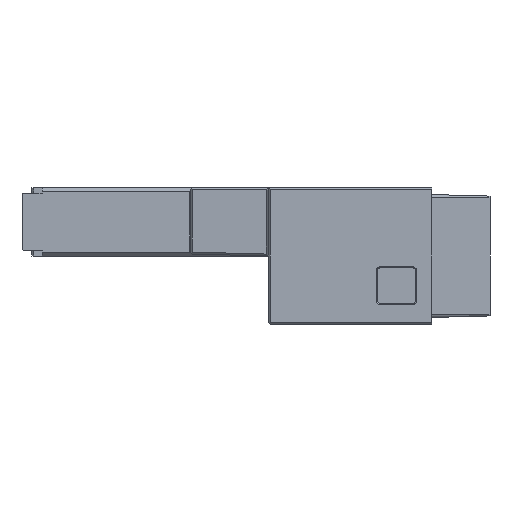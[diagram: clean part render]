
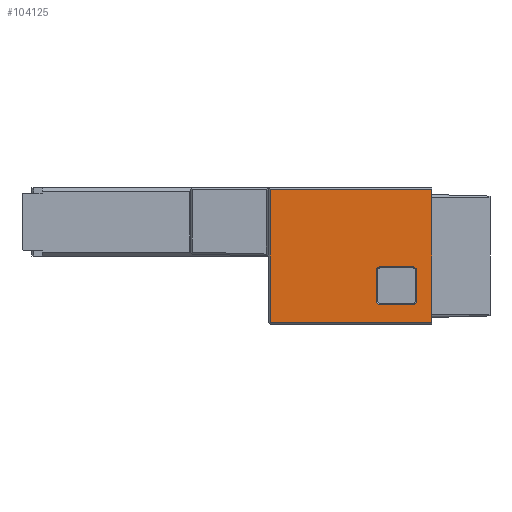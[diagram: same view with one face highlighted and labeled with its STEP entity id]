
A CAD part, left-side view. The second image highlights one B-rep face of the part: STEP entity #104125.
In plain terms, the highlighted face is planar.
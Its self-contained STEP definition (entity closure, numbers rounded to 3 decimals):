
#22118=DIRECTION('',(0.,0.,-1.));
#22119=VECTOR('',#22118,35.);
#22120=CARTESIAN_POINT('',(122.25,-43.,17.5));
#22121=LINE('',#22120,#22119);
#53454=CARTESIAN_POINT('',(122.25,-29.7,4.05));
#53455=DIRECTION('',(-1.,0.,0.));
#53456=DIRECTION('',(0.,1.,0.));
#53457=AXIS2_PLACEMENT_3D('',#53454,#53455,#53456);
#53459=DIRECTION('',(0.,0.,-1.));
#53460=VECTOR('',#53459,7.5);
#53461=CARTESIAN_POINT('',(122.25,-28.4,11.55));
#53462=LINE('',#53461,#53460);
#53463=CARTESIAN_POINT('',(122.25,-29.7,11.55));
#53464=DIRECTION('',(-1.,0.,0.));
#53465=DIRECTION('',(0.,0.,1.));
#53466=AXIS2_PLACEMENT_3D('',#53463,#53464,#53465);
#53468=DIRECTION('',(0.,1.,0.));
#53469=VECTOR('',#53468,8.1);
#53470=CARTESIAN_POINT('',(122.25,-37.8,12.85));
#53471=LINE('',#53470,#53469);
#53472=CARTESIAN_POINT('',(122.25,-37.8,11.55));
#53473=DIRECTION('',(-1.,0.,0.));
#53474=DIRECTION('',(0.,-1.,0.));
#53475=AXIS2_PLACEMENT_3D('',#53472,#53473,#53474);
#53477=DIRECTION('',(0.,0.,1.));
#53478=VECTOR('',#53477,7.5);
#53479=CARTESIAN_POINT('',(122.25,-39.1,4.05));
#53480=LINE('',#53479,#53478);
#53481=CARTESIAN_POINT('',(122.25,-37.8,4.05));
#53482=DIRECTION('',(-1.,0.,0.));
#53483=DIRECTION('',(0.,0.,-1.));
#53484=AXIS2_PLACEMENT_3D('',#53481,#53482,#53483);
#53486=DIRECTION('',(0.,-1.,0.));
#53487=VECTOR('',#53486,8.1);
#53488=CARTESIAN_POINT('',(122.25,-29.7,2.75));
#53489=LINE('',#53488,#53487);
#53490=DIRECTION('',(0.,-1.,0.));
#53491=VECTOR('',#53490,42.5);
#53492=CARTESIAN_POINT('',(122.25,-0.5,-17.5));
#53493=LINE('',#53492,#53491);
#53494=DIRECTION('',(0.,-1.,0.));
#53495=VECTOR('',#53494,42.5);
#53496=CARTESIAN_POINT('',(122.25,-0.5,17.5));
#53497=LINE('',#53496,#53495);
#53498=DIRECTION('',(0.,0.,-1.));
#53499=VECTOR('',#53498,35.);
#53500=CARTESIAN_POINT('',(122.25,-0.5,17.5));
#53501=LINE('',#53500,#53499);
#62086=CARTESIAN_POINT('',(122.25,-43.,-17.5));
#62088=VERTEX_POINT('',#62086);
#62089=CARTESIAN_POINT('',(122.25,-0.5,-17.5));
#62090=VERTEX_POINT('',#62089);
#62091=CARTESIAN_POINT('',(122.25,-0.5,17.5));
#62092=VERTEX_POINT('',#62091);
#62093=CARTESIAN_POINT('',(122.25,-43.,17.5));
#62094=VERTEX_POINT('',#62093);
#62657=CARTESIAN_POINT('',(122.25,-28.4,4.05));
#62658=CARTESIAN_POINT('',(122.25,-29.7,2.75));
#62659=VERTEX_POINT('',#62657);
#62660=VERTEX_POINT('',#62658);
#62665=CARTESIAN_POINT('',(122.25,-37.8,2.75));
#62666=VERTEX_POINT('',#62665);
#62669=CARTESIAN_POINT('',(122.25,-39.1,4.05));
#62670=VERTEX_POINT('',#62669);
#62673=CARTESIAN_POINT('',(122.25,-39.1,11.55));
#62674=VERTEX_POINT('',#62673);
#62677=CARTESIAN_POINT('',(122.25,-37.8,12.85));
#62678=VERTEX_POINT('',#62677);
#62681=CARTESIAN_POINT('',(122.25,-29.7,12.85));
#62682=VERTEX_POINT('',#62681);
#62685=CARTESIAN_POINT('',(122.25,-28.4,11.55));
#62686=VERTEX_POINT('',#62685);
#104095=CARTESIAN_POINT('',(122.25,0.,18.));
#104096=DIRECTION('',(1.,0.,0.));
#104097=DIRECTION('',(0.,0.,-1.));
#104098=AXIS2_PLACEMENT_3D('',#104095,#104096,#104097);
#104099=PLANE('',#104098);
#104100=ORIENTED_EDGE('',*,*,#69320,.T.);
#104101=ORIENTED_EDGE('',*,*,#69340,.F.);
#104103=ORIENTED_EDGE('',*,*,#104102,.F.);
#104105=ORIENTED_EDGE('',*,*,#104104,.T.);
#104106=EDGE_LOOP('',(#104100,#104101,#104103,#104105));
#104107=FACE_OUTER_BOUND('',#104106,.F.);
#104109=ORIENTED_EDGE('',*,*,#104108,.F.);
#104111=ORIENTED_EDGE('',*,*,#104110,.F.);
#104113=ORIENTED_EDGE('',*,*,#104112,.F.);
#104115=ORIENTED_EDGE('',*,*,#104114,.F.);
#104117=ORIENTED_EDGE('',*,*,#104116,.F.);
#104119=ORIENTED_EDGE('',*,*,#104118,.F.);
#104121=ORIENTED_EDGE('',*,*,#104120,.F.);
#104122=ORIENTED_EDGE('',*,*,#104085,.F.);
#104123=EDGE_LOOP('',(#104109,#104111,#104113,#104115,#104117,#104119,#104121,
#104122));
#104124=FACE_BOUND('',#104123,.F.);
#53458=CIRCLE('',#53457,1.3);
#53467=CIRCLE('',#53466,1.3);
#53476=CIRCLE('',#53475,1.3);
#53485=CIRCLE('',#53484,1.3);
#69320=EDGE_CURVE('',#62090,#62088,#53493,.T.);
#69340=EDGE_CURVE('',#62094,#62088,#22121,.T.);
#104085=EDGE_CURVE('',#62660,#62666,#53489,.T.);
#104102=EDGE_CURVE('',#62092,#62094,#53497,.T.);
#104104=EDGE_CURVE('',#62092,#62090,#53501,.T.);
#104108=EDGE_CURVE('',#62659,#62660,#53458,.T.);
#104110=EDGE_CURVE('',#62686,#62659,#53462,.T.);
#104112=EDGE_CURVE('',#62682,#62686,#53467,.T.);
#104114=EDGE_CURVE('',#62678,#62682,#53471,.T.);
#104116=EDGE_CURVE('',#62674,#62678,#53476,.T.);
#104118=EDGE_CURVE('',#62670,#62674,#53480,.T.);
#104120=EDGE_CURVE('',#62666,#62670,#53485,.T.);
#104125=ADVANCED_FACE('',(#104107,#104124),#104099,.T.);
